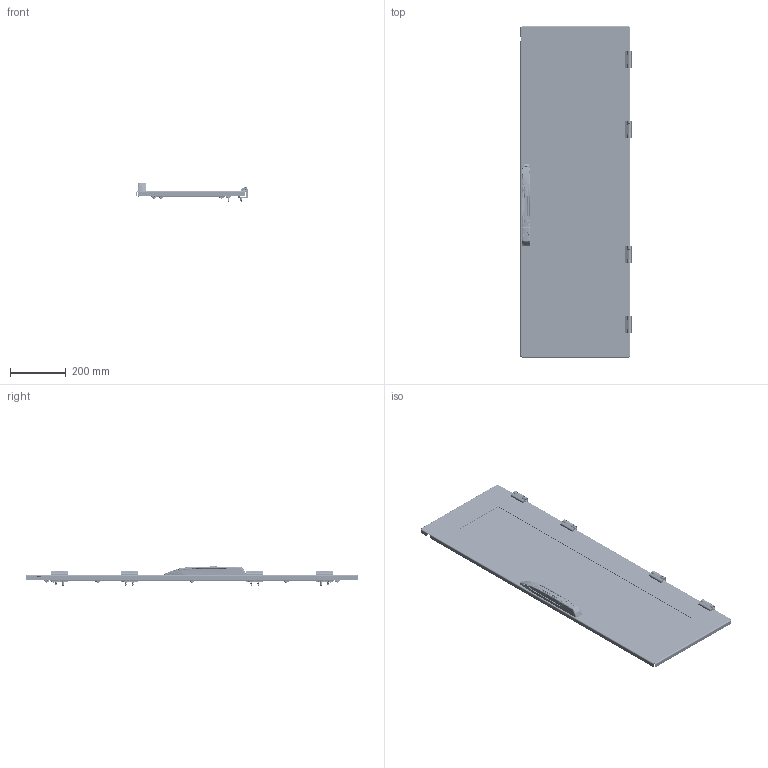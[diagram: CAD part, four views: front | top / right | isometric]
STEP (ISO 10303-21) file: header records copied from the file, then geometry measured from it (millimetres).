
FILE_DESCRIPTION (( 'STEP AP214' ), '1' );
FILE_NAME ('605.412.STEP', '2024-09-17T09:53:29', ( '' ), ( '' ), 'SwSTEP 2.0', 'SolidWorks 2021', '' );
FILE_SCHEMA (( 'AUTOMOTIVE_DESIGN' ));
Length unit declared in the file: millimetre
Products named in the file (39): Óãîëîê äâåðíîé; Äâåðíîé ïðîôèëü ñò. ÌÊ 20 Í1200; MS867-003.step; 867-5.step; 鎗鵻罻; 嵑謺麃 2; Øïèëüêà ïðèâàðíàÿ Ì6õ10; _______ASM.step; MS867_________ASM.step; Âèíò Ì5õ10 ìåáåëüíûé; Ãàñêåòèíã äâåðè W400H1200; Ïðîêëàäêà W400H1200; MS867-004.step; ﾒ聰 ﾌﾊ-20 H1200; MS867-002.step; Äâåðíîé ïðîôèëü ñò. ÌÊ 20 W400; 867-7.step; 867-4.step; PT-M5X10.step; Äâåðíîå ïîëîòíî ñò. ÌÊ-20 W400H1200; Øïèëüêà ïðèâàðíàÿ Ì6õ25; 837-1_1.step; Ãàéêà Ì6 äëÿ øïèëüêè; 867-1_3.step; CL213-3; 嵑謺麃 CL213-3; MS867-001.step; 栺樏鋋 W400H1200; 嵑謺麃 1; 950.104 Ðó÷êà.step; 867-6.step; 项蜞轫铋 忤眚 DIN 7991 󊬱6; Çàãëóøêà òÿãè; Øïèëüêà ïðèâàðíàÿ Ì6õ35; CT-M6X8.step; 837-1_2.step; 605.412; 867-3.step; 867-2.step
Assembly tree (82 placements, depth 5):
  605.412
    Äâåðíîå ïîëîòíî ñò. ÌÊ-20 W400H1200
    Ãàñêåòèíã äâåðè W400H1200
    Äâåðíîé ïðîôèëü ñò. ÌÊ 20 Í1200  x2
    Äâåðíîé ïðîôèëü ñò. ÌÊ 20 W400  x2
    栺樏鋋 W400H1200
    Ïðîêëàäêà W400H1200
    ﾒ聰 ﾌﾊ-20 H1200
    Øïèëüêà ïðèâàðíàÿ Ì6õ35  x2
    Øïèëüêà ïðèâàðíàÿ Ì6õ25  x14
    Øïèëüêà ïðèâàðíàÿ Ì6õ10  x4
    Çàãëóøêà òÿãè  x4
    Óãîëîê äâåðíîé  x4
    Ãàéêà Ì6 äëÿ øïèëüêè  x14
    950.104 Ðó÷êà.step
      MS867_________ASM.step
        _______ASM.step
          MS867-002.step
          MS867-003.step
          867-7.step
          867-5.step
          867-6.step
        MS867-001.step
        MS867-004.step
      867-2.step
      867-3.step
      867-4.step
      PT-M5X10.step
      CT-M6X8.step
      837-1_1.step
      837-1_2.step
      867-1_3.step  x2
    CL213-3  x4
      嵑謺麃 CL213-3
        鎗鵻罻
        嵑謺麃 1
        嵑謺麃 2
      项蜞轫铋 忤眚 DIN 7991 󊬱6
      Âèíò Ì5õ10 ìåáåëüíûé
Bounding box: 397.9 x 1190 x 68.32 mm (x, y, z)
Volume: 2523842.1 mm3; surface area: 2015777.4 mm2
Topology: 95 solids, 95 shells, 4644 faces, 12313 edges, 7870 vertices
Faces by surface type: plane 1959, cylinder 1946, cone 362, bspline 293, torus 70, sphere 14
Entity records: 86174 total; most frequent: CARTESIAN_POINT 33363, ORIENTED_EDGE 11240, DIRECTION 9818, EDGE_CURVE 5620, VERTEX_POINT 3614, AXIS2_PLACEMENT_3D 3563, VECTOR 2692, LINE 2692
